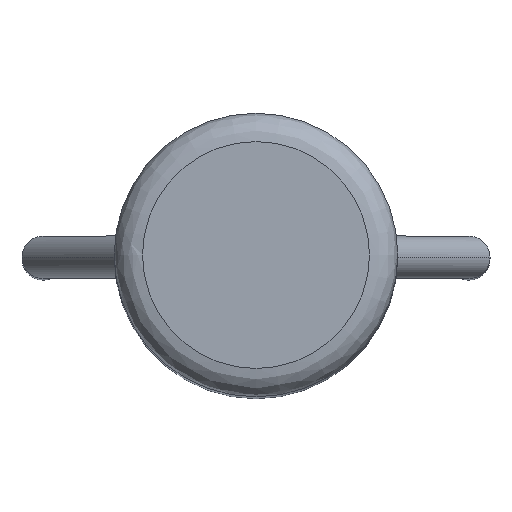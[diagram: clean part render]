
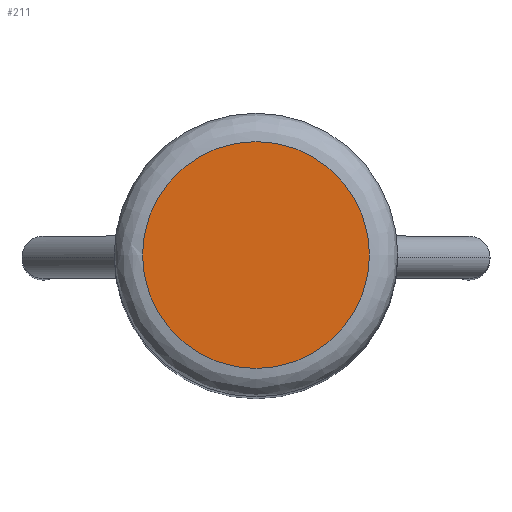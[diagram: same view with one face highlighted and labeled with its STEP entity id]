
A CAD part, top view. The second image highlights one B-rep face of the part: STEP entity #211.
In plain terms, the highlighted planar face has unit normal (0, 0, 1).
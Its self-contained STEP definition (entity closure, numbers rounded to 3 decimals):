
#26=DIRECTION('',(0.,0.,1.));
#40=DIRECTION('',(0.,0.,1.));
#69=CARTESIAN_POINT('',(0.75,0.,4.97));
#73=ORIENTED_EDGE('',*,*,#74,.T.);
#74=EDGE_CURVE('',#75,#75,#77,.T.);
#75=VERTEX_POINT('',#76);
#76=CARTESIAN_POINT('',(0.35,0.,4.97));
#77=CIRCLE('',#78,0.4);
#78=AXIS2_PLACEMENT_3D('',#69,#40,#79);
#79=DIRECTION('',(-1.,0.,0.));
#211=ADVANCED_FACE('',(#212),#214,.T.);
#212=FACE_BOUND('',#213,.T.);
#213=EDGE_LOOP('',(#73));
#214=PLANE('',#215);
#215=AXIS2_PLACEMENT_3D('',#69,#26,#79);
